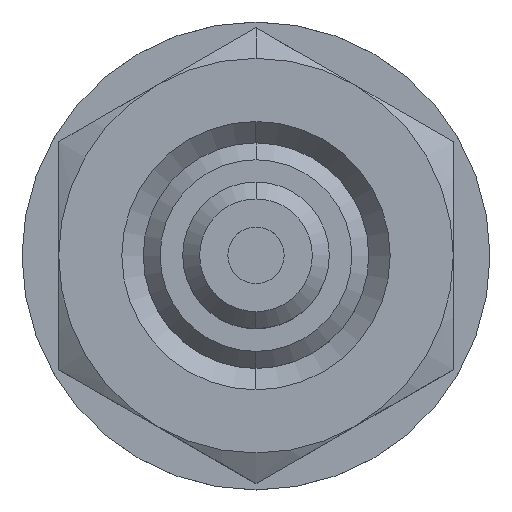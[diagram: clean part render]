
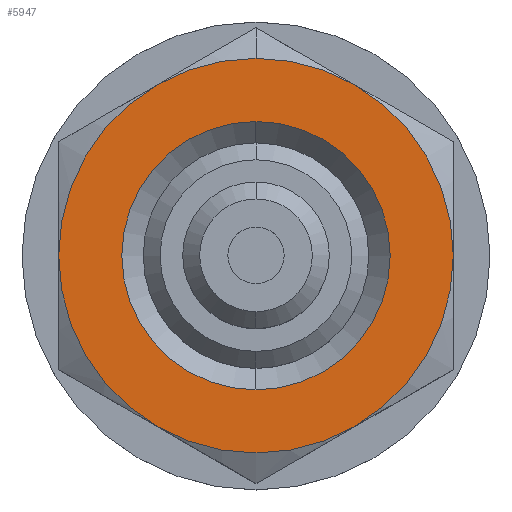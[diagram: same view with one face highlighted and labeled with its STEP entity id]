
A CAD part, top view. The second image highlights one B-rep face of the part: STEP entity #5947.
In plain terms, the highlighted face is planar.
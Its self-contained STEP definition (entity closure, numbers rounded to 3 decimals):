
#5486=CARTESIAN_POINT('',(0.,-2.2,0.));
#5487=DIRECTION('',(0.,1.,0.));
#5488=DIRECTION('',(1.,0.,0.));
#5489=AXIS2_PLACEMENT_3D('',#5486,#5487,#5488);
#5491=CARTESIAN_POINT('',(0.,-2.2,0.));
#5492=DIRECTION('',(0.,1.,0.));
#5493=DIRECTION('',(0.5,0.,-0.866));
#5494=AXIS2_PLACEMENT_3D('',#5491,#5492,#5493);
#5496=CARTESIAN_POINT('',(0.,-2.2,0.));
#5497=DIRECTION('',(0.,1.,0.));
#5498=DIRECTION('',(-0.5,0.,-0.866));
#5499=AXIS2_PLACEMENT_3D('',#5496,#5497,#5498);
#5501=CARTESIAN_POINT('',(0.,-2.2,0.));
#5502=DIRECTION('',(0.,1.,0.));
#5503=DIRECTION('',(-1.,0.,0.));
#5504=AXIS2_PLACEMENT_3D('',#5501,#5502,#5503);
#5506=CARTESIAN_POINT('',(0.,-2.2,0.));
#5507=DIRECTION('',(0.,1.,0.));
#5508=DIRECTION('',(-0.5,0.,0.866));
#5509=AXIS2_PLACEMENT_3D('',#5506,#5507,#5508);
#5511=CARTESIAN_POINT('',(0.,-2.2,0.));
#5512=DIRECTION('',(0.,1.,0.));
#5513=DIRECTION('',(0.,0.,1.));
#5514=AXIS2_PLACEMENT_3D('',#5511,#5512,#5513);
#5516=CARTESIAN_POINT('',(0.,-2.2,0.));
#5517=DIRECTION('',(0.,1.,0.));
#5518=DIRECTION('',(0.5,0.,0.866));
#5519=AXIS2_PLACEMENT_3D('',#5516,#5517,#5518);
#5521=CARTESIAN_POINT('',(0.,-2.2,0.));
#5522=DIRECTION('',(0.,-1.,0.));
#5523=DIRECTION('',(0.,0.,1.));
#5524=AXIS2_PLACEMENT_3D('',#5521,#5522,#5523);
#5526=CARTESIAN_POINT('',(0.,-2.2,0.));
#5527=DIRECTION('',(0.,-1.,0.));
#5528=DIRECTION('',(0.,0.,-1.));
#5529=AXIS2_PLACEMENT_3D('',#5526,#5527,#5528);
#5537=CARTESIAN_POINT('',(3.5,-2.2,
0.));
#5670=CARTESIAN_POINT('',(1.75,-2.2,3.031));
#5733=CARTESIAN_POINT('',(-3.5,-2.2,
0.));
#5750=CARTESIAN_POINT('',(-1.75,-2.2,
-3.031));
#5793=CARTESIAN_POINT('',(1.75,-2.2,
-3.031));
#5838=CARTESIAN_POINT('',(0.,-2.2,-2.38));
#5840=VERTEX_POINT('',#5838);
#5844=CARTESIAN_POINT('',(0.,-2.2,2.38));
#5845=VERTEX_POINT('',#5844);
#5846=CARTESIAN_POINT('',(-1.75,-2.2,3.031));
#5847=CARTESIAN_POINT('',(0.,-2.2,3.5));
#5848=VERTEX_POINT('',#5846);
#5849=VERTEX_POINT('',#5847);
#5881=VERTEX_POINT('',#5750);
#5885=VERTEX_POINT('',#5733);
#5888=VERTEX_POINT('',#5670);
#5889=VERTEX_POINT('',#5793);
#5891=VERTEX_POINT('',#5537);
#5922=CARTESIAN_POINT('',(0.,-2.2,-0.001));
#5923=DIRECTION('',(0.,1.,0.));
#5924=DIRECTION('',(0.,0.,1.));
#5925=AXIS2_PLACEMENT_3D('',#5922,#5923,#5924);
#5926=PLANE('',#5925);
#5928=ORIENTED_EDGE('',*,*,#5927,.T.);
#5930=ORIENTED_EDGE('',*,*,#5929,.T.);
#5932=ORIENTED_EDGE('',*,*,#5931,.T.);
#5934=ORIENTED_EDGE('',*,*,#5933,.T.);
#5936=ORIENTED_EDGE('',*,*,#5935,.T.);
#5938=ORIENTED_EDGE('',*,*,#5937,.T.);
#5940=ORIENTED_EDGE('',*,*,#5939,.T.);
#5941=EDGE_LOOP('',(#5928,#5930,#5932,#5934,#5936,#5938,#5940));
#5942=FACE_OUTER_BOUND('',#5941,.F.);
#5943=ORIENTED_EDGE('',*,*,#5899,.T.);
#5944=ORIENTED_EDGE('',*,*,#5913,.T.);
#5945=EDGE_LOOP('',(#5943,#5944));
#5946=FACE_BOUND('',#5945,.F.);
#5947=ADVANCED_FACE('',(#5942,#5946),#5926,.F.);
#5490=CIRCLE('',#5489,3.5);
#5495=CIRCLE('',#5494,3.5);
#5500=CIRCLE('',#5499,3.5);
#5505=CIRCLE('',#5504,3.5);
#5510=CIRCLE('',#5509,3.5);
#5515=CIRCLE('',#5514,3.5);
#5520=CIRCLE('',#5519,3.5);
#5525=CIRCLE('',#5524,2.38);
#5530=CIRCLE('',#5529,2.38);
#5899=EDGE_CURVE('',#5845,#5840,#5525,.T.);
#5913=EDGE_CURVE('',#5840,#5845,#5530,.T.);
#5927=EDGE_CURVE('',#5891,#5889,#5490,.T.);
#5929=EDGE_CURVE('',#5889,#5881,#5495,.T.);
#5931=EDGE_CURVE('',#5881,#5885,#5500,.T.);
#5933=EDGE_CURVE('',#5885,#5848,#5505,.T.);
#5935=EDGE_CURVE('',#5848,#5849,#5510,.T.);
#5937=EDGE_CURVE('',#5849,#5888,#5515,.T.);
#5939=EDGE_CURVE('',#5888,#5891,#5520,.T.);
